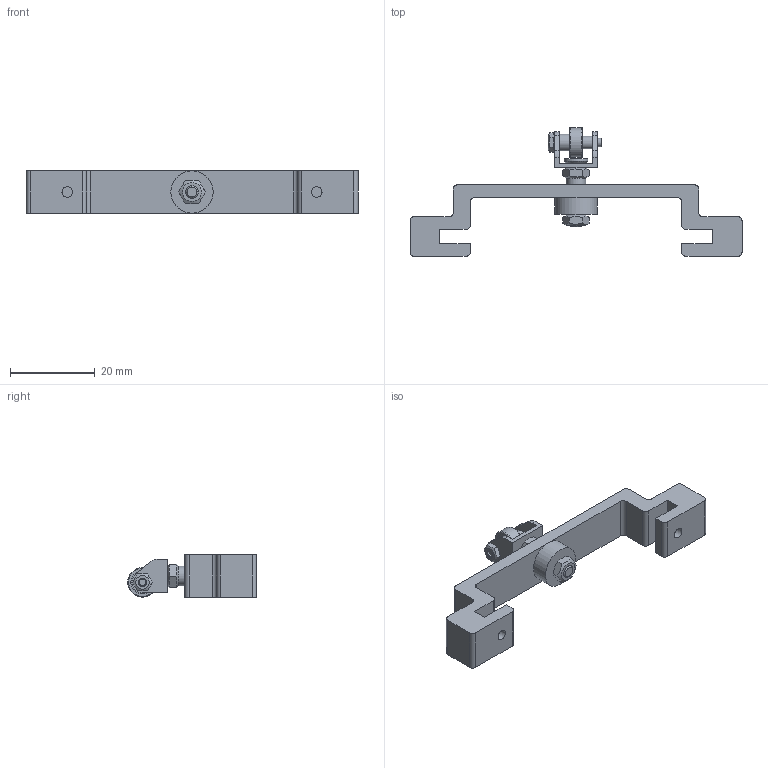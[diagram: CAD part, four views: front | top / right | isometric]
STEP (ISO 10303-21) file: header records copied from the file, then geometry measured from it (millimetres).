
FILE_DESCRIPTION(/* description */ (''),/* implementation_level */ '2;1');
FILE_NAME(/* name */ 'Draaibaar neuswiel Rev 1.stp',/* time_stamp */ '2023-12-10T19:13:10+01:00',/* author */ ('Ronny'),/* organization */ (''),/* preprocessor_version */ 'ST-DEVELOPER v17',/* originating_system */ 'Autodesk Inventor 2019',/* authorisation */ '');
FILE_SCHEMA (('AUTOMOTIVE_DESIGN { 1 0 10303 214 3 1 1 }'));
Length unit declared in the file: millimetre
Products named in the file (11): Draaibaar neuswiel; U-profiel; M3 Schuiver Rev A; DIN 7991 - M3  x  16; DIN 934 - M2; Lager 683 ZZ; Draadstang M2; Bus diam 3 x 8; DIN 934 - M3; Bus diam 5 x 2.5; DIN 985 - M3
Assembly tree (12 placements, depth 2):
  Draaibaar neuswiel
    U-profiel
    M3 Schuiver Rev A
    DIN 7991 - M3  x  16
    Lager 683 ZZ  x3
    DIN 934 - M2
    Draadstang M2
    Bus diam 3 x 8
    DIN 934 - M3
    Bus diam 5 x 2.5
    DIN 985 - M3
Bounding box: 78.5 x 30.39 x 10 mm (x, y, z)
Volume: 5019.2 mm3; surface area: 5388.8 mm2
Topology: 12 solids, 15 shells, 173 faces, 434 edges, 299 vertices
Faces by surface type: plane 92, cylinder 56, cone 16, torus 9
Full cylindrical faces by diameter (mm): 1.567 x3, 2 x2, 2.459 x2, 2.5 x2, 3 x7, 3.2 x1, 4 x1, 4.25 x6, 4.6 x1, 5.5 x7, 5.54 x1, 7 x3, 7.1 x1, 10 x1
Entity records: 4865 total; most frequent: CARTESIAN_POINT 866, DIRECTION 800, ORIENTED_EDGE 730, EDGE_CURVE 365, AXIS2_PLACEMENT_3D 312, VERTEX_POINT 249, LINE 176, VECTOR 176
